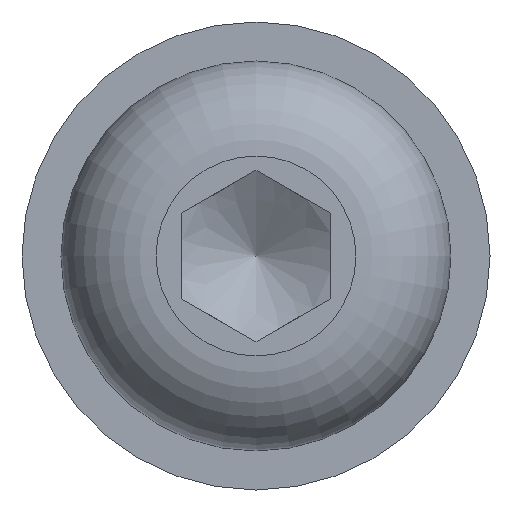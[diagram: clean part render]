
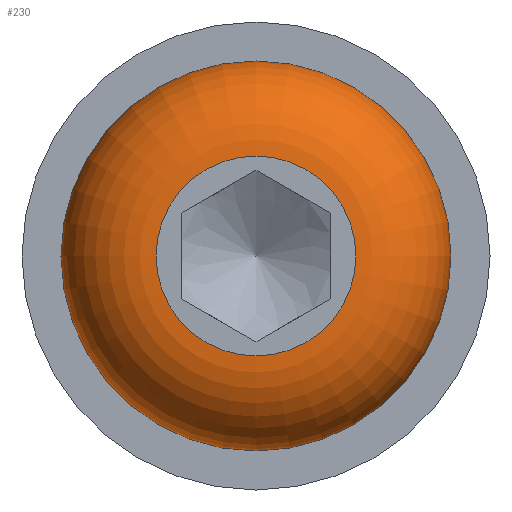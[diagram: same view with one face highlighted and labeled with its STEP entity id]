
A CAD part, left-side view. The second image highlights one B-rep face of the part: STEP entity #230.
In plain terms, the highlighted toroidal (fillet/blend) face has major radius 2.69 mm and minor radius 2.56 mm.
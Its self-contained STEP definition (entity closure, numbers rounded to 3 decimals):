
#46=TOROIDAL_SURFACE($,#257,2.69,2.56);
#56=FACE_BOUND($,#90,.T.);
#67=FACE_OUTER_BOUND($,#89,.T.);
#89=EDGE_LOOP($,(#172));
#90=EDGE_LOOP($,(#173));
#109=CIRCLE($,#258,2.69);
#110=CIRCLE($,#259,5.25);
#118=VERTEX_POINT($,#358);
#119=VERTEX_POINT($,#360);
#139=EDGE_CURVE($,#118,#118,#109,.T.);
#140=EDGE_CURVE($,#119,#119,#110,.T.);
#172=ORIENTED_EDGE($,*,*,#139,.T.);
#173=ORIENTED_EDGE($,*,*,#140,.T.);
#230=ADVANCED_FACE($,(#67,#56),#46,.T.);
#257=AXIS2_PLACEMENT_3D($,#357,#299,#300);
#258=AXIS2_PLACEMENT_3D($,#359,#301,#302);
#259=AXIS2_PLACEMENT_3D($,#361,#303,#304);
#299=DIRECTION('center_axis',(1.,0.,0.));
#300=DIRECTION('ref_axis',(0.,0.,-1.));
#301=DIRECTION('center_axis',(1.,0.,0.));
#302=DIRECTION('ref_axis',(0.,-1.,0.));
#303=DIRECTION('center_axis',(-1.,0.,0.));
#304=DIRECTION('ref_axis',(0.,-1.,0.));
#357=CARTESIAN_POINT('Origin',(-0.74,0.,
0.));
#358=CARTESIAN_POINT('',(-3.3,2.69,0.));
#359=CARTESIAN_POINT('Origin',(-3.3,0.,0.));
#360=CARTESIAN_POINT('',(-0.74,5.25,0.));
#361=CARTESIAN_POINT('Origin',(-0.74,0.,
0.));
